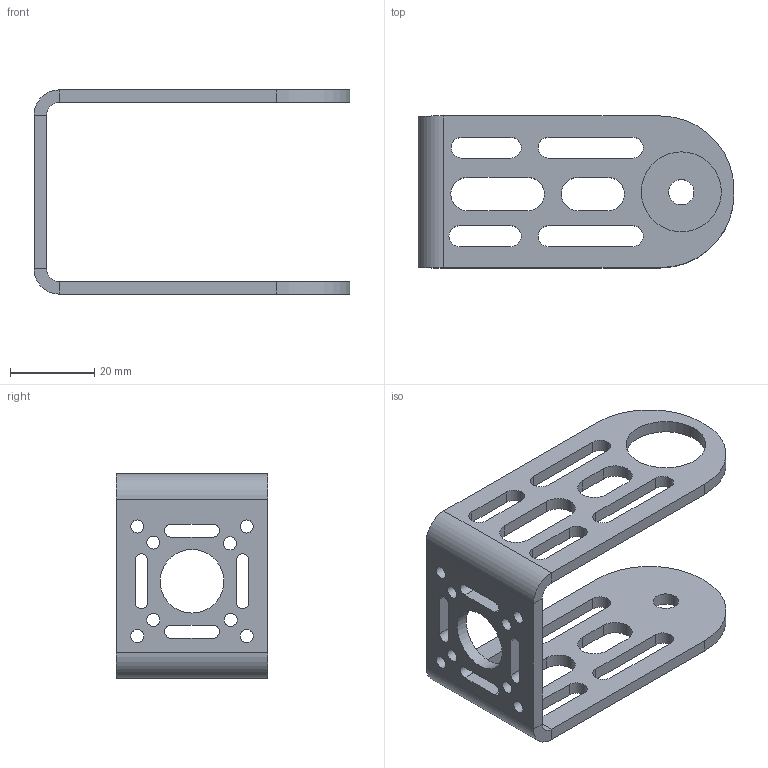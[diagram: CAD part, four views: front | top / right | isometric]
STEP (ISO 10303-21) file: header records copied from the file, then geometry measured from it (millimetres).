
FILE_DESCRIPTION(/* description */ (''),/* implementation_level */ '2;1');
FILE_NAME(/* name */ 'Axis_5_Arm.step',/* time_stamp */ '2024-12-01T11:10:18+01:00',/* author */ (''),/* organization */ (''),/* preprocessor_version */ 'ST-DEVELOPER v20',/* originating_system */ 'Autodesk Translation Framework v13.20.0.188',/* authorisation */ '');
FILE_SCHEMA (('AUTOMOTIVE_DESIGN { 1 0 10303 214 3 1 1 }'));
Length unit declared in the file: millimetre
Products named in the file (2): C38Robot_CAD v14; Axis_5_Arm
Assembly tree (1 placements, depth 2):
  C38Robot_CAD v14
    Axis_5_Arm
Bounding box: 75 x 36 x 48.5 mm (x, y, z)
Volume: 13478.5 mm3; surface area: 12907 mm2
Topology: 1 solids, 1 shells, 101 faces, 281 edges, 182 vertices
Faces by surface type: cylinder 51, plane 50
Full cylindrical faces by diameter (mm): 3.1 x8, 6 x1, 15.1 x1, 19 x1
Entity records: 3410 total; most frequent: DIRECTION 591, CARTESIAN_POINT 567, ORIENTED_EDGE 562, EDGE_CURVE 281, AXIS2_PLACEMENT_3D 206, VERTEX_POINT 182, LINE 179, VECTOR 179
